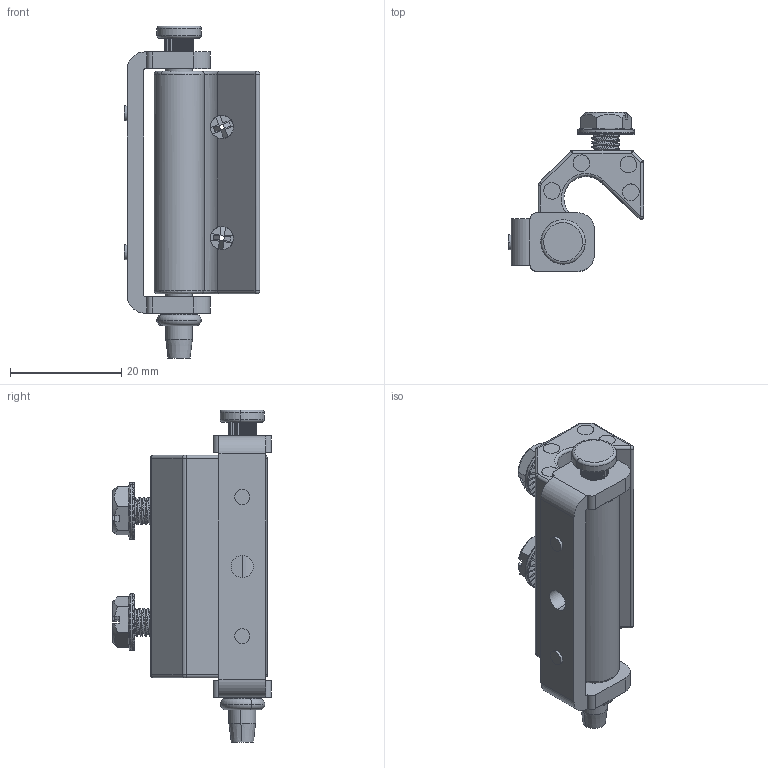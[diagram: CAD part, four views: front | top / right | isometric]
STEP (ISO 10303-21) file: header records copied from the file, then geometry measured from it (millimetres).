
FILE_DESCRIPTION (( 'STEP AP203' ), '1' );
FILE_NAME ('MG04.1.1.STEP', '2020-12-16T10:45:14', ( '' ), ( '' ), 'SwSTEP 2.0', 'SolidWorks 2015', '' );
FILE_SCHEMA (( 'CONFIG_CONTROL_DESIGN' ));
Length unit declared in the file: millimetre
Products named in the file (1): MG04.1.1
Bounding box: 24.35 x 28.59 x 59.7 mm (x, y, z)
Surface area: 7451.3 mm2 (no closed solid volume)
Topology: 0 solids, 6 shells, 513 faces, 1572 edges, 996 vertices
Faces by surface type: plane 244, cylinder 131, torus 67, bspline 37, sphere 18, cone 16
Entity records: 20843 total; most frequent: CARTESIAN_POINT 8039, ORIENTED_EDGE 2760, DIRECTION 2401, EDGE_CURVE 1536, VERTEX_POINT 972, LINE 817, VECTOR 817, AXIS2_PLACEMENT_3D 792
